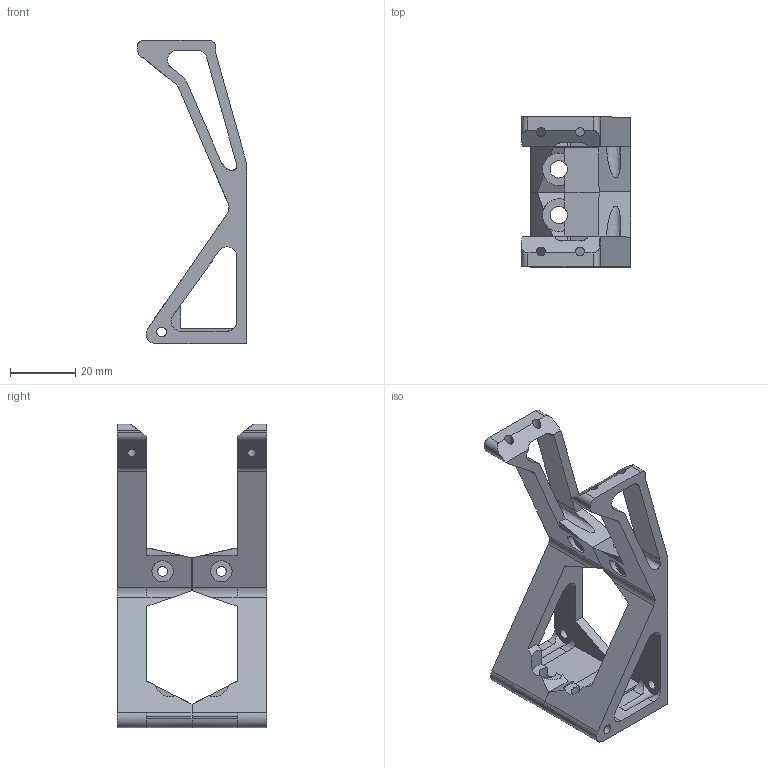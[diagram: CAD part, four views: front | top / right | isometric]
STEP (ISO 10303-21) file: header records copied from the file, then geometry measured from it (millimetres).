
FILE_DESCRIPTION(/* description */ (''),/* implementation_level */ '2;1');
FILE_NAME(/* name */ 'sensorSupport',/* time_stamp */ '2025-12-04T19:21:30+03:00',/* author */ (''),/* organization */ (''),/* preprocessor_version */ 'ST-DEVELOPER v16.5',/* originating_system */ 'Rhino 7.23',/* authorisation */ '');
FILE_SCHEMA (('CONFIG_CONTROL_DESIGN'));
Length unit declared in the file: millimetre
Products named in the file (1): Document
Bounding box: 33.5 x 45.8 x 92.8 mm (x, y, z)
Volume: 22446.4 mm3; surface area: 15665.2 mm2
Topology: 2 solids, 2 shells, 150 faces, 462 edges, 306 vertices
Faces by surface type: plane 92, cylinder 48, bspline 10
Full cylindrical faces by diameter (mm): 2.7 x4, 3 x6, 5.3 x2, 6.5 x4
Entity records: 5562 total; most frequent: CARTESIAN_POINT 2688, ORIENTED_EDGE 924, EDGE_CURVE 462, VERTEX_POINT 306, B_SPLINE_CURVE_WITH_KNOTS 178, EDGE_LOOP 176, ADVANCED_FACE 150, FACE_OUTER_BOUND 150
